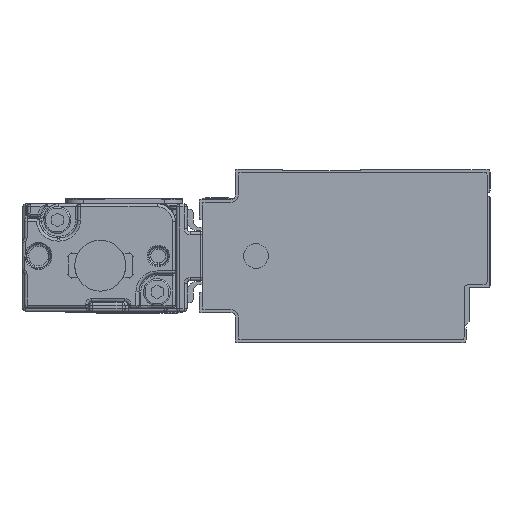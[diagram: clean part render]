
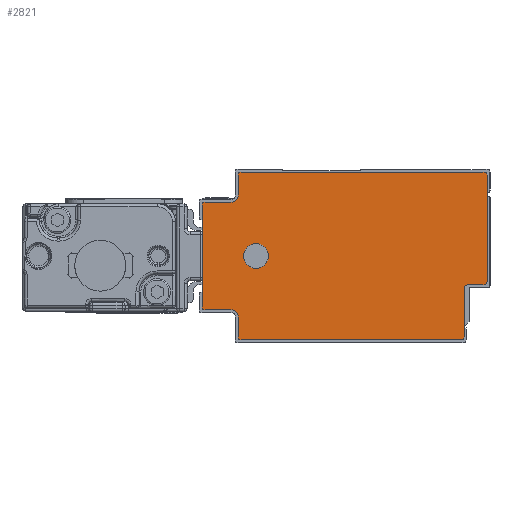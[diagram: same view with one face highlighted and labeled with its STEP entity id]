
A CAD part, left-side view. The second image highlights one B-rep face of the part: STEP entity #2821.
In plain terms, the highlighted planar face has unit normal (-1, 0, 0).
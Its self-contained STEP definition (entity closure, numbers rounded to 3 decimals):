
#1389=AXIS2_PLACEMENT_3D('Circle Axis2P3D',#1387,#1388,$) ;
#1427=AXIS2_PLACEMENT_3D('Circle Axis2P3D',#1425,#1426,$) ;
#1465=AXIS2_PLACEMENT_3D('Circle Axis2P3D',#1463,#1464,$) ;
#1503=AXIS2_PLACEMENT_3D('Circle Axis2P3D',#1501,#1502,$) ;
#2704=AXIS2_PLACEMENT_3D('Plane Axis2P3D',#2701,#2702,#2703) ;
#2708=AXIS2_PLACEMENT_3D('Circle Axis2P3D',#2706,#2707,$) ;
#2722=AXIS2_PLACEMENT_3D('Circle Axis2P3D',#2720,#2721,$) ;
#2736=AXIS2_PLACEMENT_3D('Circle Axis2P3D',#2734,#2735,$) ;
#2750=AXIS2_PLACEMENT_3D('Circle Axis2P3D',#2748,#2749,$) ;
#2764=AXIS2_PLACEMENT_3D('Circle Axis2P3D',#2762,#2763,$) ;
#2778=AXIS2_PLACEMENT_3D('Circle Axis2P3D',#2776,#2777,$) ;
#2805=AXIS2_PLACEMENT_3D('Circle Axis2P3D',#2803,#2804,$) ;
#2814=AXIS2_PLACEMENT_3D('Circle Axis2P3D',#2812,#2813,$) ;
#1345=CARTESIAN_POINT('Line Origine',(-475.5,44.,14.5)) ;
#1349=CARTESIAN_POINT('Vertex',(-475.5,44.,6.)) ;
#1351=CARTESIAN_POINT('Vertex',(-475.5,44.,23.)) ;
#1387=CARTESIAN_POINT('Axis2P3D Location',(-475.5,43.5,23.)) ;
#1391=CARTESIAN_POINT('Vertex',(-475.5,43.5,23.5)) ;
#1406=CARTESIAN_POINT('Line Origine',(-475.5,41.25,23.5)) ;
#1410=CARTESIAN_POINT('Vertex',(-475.5,39.,23.5)) ;
#1425=CARTESIAN_POINT('Axis2P3D Location',(-475.5,39.,24.5)) ;
#1429=CARTESIAN_POINT('Vertex',(-475.5,38.,24.5)) ;
#1444=CARTESIAN_POINT('Line Origine',(-475.5,38.,26.25)) ;
#1448=CARTESIAN_POINT('Vertex',(-475.5,38.,28.)) ;
#1463=CARTESIAN_POINT('Axis2P3D Location',(-475.5,37.5,28.)) ;
#1467=CARTESIAN_POINT('Vertex',(-475.5,37.5,28.5)) ;
#1482=CARTESIAN_POINT('Line Origine',(-475.5,17.25,28.5)) ;
#1486=CARTESIAN_POINT('Vertex',(-475.5,-3.,28.5)) ;
#1501=CARTESIAN_POINT('Axis2P3D Location',(-475.5,-3.,28.)) ;
#1505=CARTESIAN_POINT('Vertex',(-475.5,-3.5,28.)) ;
#1520=CARTESIAN_POINT('Line Origine',(-475.5,-3.5,19.1)) ;
#1524=CARTESIAN_POINT('Vertex',(-475.5,-3.5,10.2)) ;
#2701=CARTESIAN_POINT('Axis2P3D Location',(-475.5,0.,0.)) ;
#2706=CARTESIAN_POINT('Axis2P3D Location',(-475.5,43.5,6.)) ;
#2710=CARTESIAN_POINT('Vertex',(-475.5,43.5,5.5)) ;
#2713=CARTESIAN_POINT('Line Origine',(-475.5,41.25,5.5)) ;
#2717=CARTESIAN_POINT('Vertex',(-475.5,39.,5.5)) ;
#2720=CARTESIAN_POINT('Axis2P3D Location',(-475.5,39.,4.5)) ;
#2724=CARTESIAN_POINT('Vertex',(-475.5,38.,4.5)) ;
#2727=CARTESIAN_POINT('Line Origine',(-475.5,38.,2.75)) ;
#2731=CARTESIAN_POINT('Vertex',(-475.5,38.,1.)) ;
#2734=CARTESIAN_POINT('Axis2P3D Location',(-475.5,37.5,1.)) ;
#2738=CARTESIAN_POINT('Vertex',(-475.5,37.5,0.5)) ;
#2741=CARTESIAN_POINT('Line Origine',(-475.5,19.15,0.5)) ;
#2745=CARTESIAN_POINT('Vertex',(-475.5,0.8,0.5)) ;
#2748=CARTESIAN_POINT('Axis2P3D Location',(-475.5,0.8,1.)) ;
#2752=CARTESIAN_POINT('Vertex',(-475.5,0.3,1.)) ;
#2755=CARTESIAN_POINT('Line Origine',(-475.5,0.3,5.1)) ;
#2759=CARTESIAN_POINT('Vertex',(-475.5,0.3,9.2)) ;
#2762=CARTESIAN_POINT('Axis2P3D Location',(-475.5,-0.2,9.2)) ;
#2766=CARTESIAN_POINT('Vertex',(-475.5,-0.2,9.7)) ;
#2769=CARTESIAN_POINT('Line Origine',(-475.5,-1.6,9.7)) ;
#2773=CARTESIAN_POINT('Vertex',(-475.5,-3.,9.7)) ;
#2776=CARTESIAN_POINT('Axis2P3D Location',(-475.5,-3.,10.2)) ;
#2803=CARTESIAN_POINT('Axis2P3D Location',(-475.5,35.,14.5)) ;
#2807=CARTESIAN_POINT('Vertex',(-475.5,33.186,13.509)) ;
#2809=CARTESIAN_POINT('Vertex',(-475.5,36.814,15.491)) ;
#2812=CARTESIAN_POINT('Axis2P3D Location',(-475.5,35.,14.5)) ;
#1346=DIRECTION('Vector Direction',(0.,0.,1.)) ;
#1388=DIRECTION('Axis2P3D Direction',(1.,0.,0.)) ;
#1407=DIRECTION('Vector Direction',(0.,1.,0.)) ;
#1426=DIRECTION('Axis2P3D Direction',(1.,0.,0.)) ;
#1445=DIRECTION('Vector Direction',(0.,0.,1.)) ;
#1464=DIRECTION('Axis2P3D Direction',(1.,0.,0.)) ;
#1483=DIRECTION('Vector Direction',(0.,1.,0.)) ;
#1502=DIRECTION('Axis2P3D Direction',(1.,0.,-0.)) ;
#1521=DIRECTION('Vector Direction',(0.,0.,-1.)) ;
#2702=DIRECTION('Axis2P3D Direction',(1.,0.,0.)) ;
#2703=DIRECTION('Axis2P3D XDirection',(0.,1.,0.)) ;
#2707=DIRECTION('Axis2P3D Direction',(1.,0.,0.)) ;
#2714=DIRECTION('Vector Direction',(0.,-1.,0.)) ;
#2721=DIRECTION('Axis2P3D Direction',(1.,0.,0.)) ;
#2728=DIRECTION('Vector Direction',(0.,0.,1.)) ;
#2735=DIRECTION('Axis2P3D Direction',(1.,0.,0.)) ;
#2742=DIRECTION('Vector Direction',(0.,-1.,0.)) ;
#2749=DIRECTION('Axis2P3D Direction',(1.,0.,0.)) ;
#2756=DIRECTION('Vector Direction',(0.,0.,-1.)) ;
#2763=DIRECTION('Axis2P3D Direction',(1.,0.,0.)) ;
#2770=DIRECTION('Vector Direction',(0.,1.,0.)) ;
#2777=DIRECTION('Axis2P3D Direction',(1.,0.,0.)) ;
#2804=DIRECTION('Axis2P3D Direction',(1.,0.,0.)) ;
#2813=DIRECTION('Axis2P3D Direction',(1.,0.,0.)) ;
#1347=VECTOR('Line Direction',#1346,1.) ;
#1408=VECTOR('Line Direction',#1407,1.) ;
#1446=VECTOR('Line Direction',#1445,1.) ;
#1484=VECTOR('Line Direction',#1483,1.) ;
#1522=VECTOR('Line Direction',#1521,1.) ;
#2715=VECTOR('Line Direction',#2714,1.) ;
#2729=VECTOR('Line Direction',#2728,1.) ;
#2743=VECTOR('Line Direction',#2742,1.) ;
#2757=VECTOR('Line Direction',#2756,1.) ;
#2771=VECTOR('Line Direction',#2770,1.) ;
#2782=ORIENTED_EDGE('',*,*,#1488,.F.) ;
#2783=ORIENTED_EDGE('',*,*,#1469,.F.) ;
#2784=ORIENTED_EDGE('',*,*,#1450,.F.) ;
#2785=ORIENTED_EDGE('',*,*,#1431,.F.) ;
#2786=ORIENTED_EDGE('',*,*,#1412,.F.) ;
#2787=ORIENTED_EDGE('',*,*,#1393,.F.) ;
#2788=ORIENTED_EDGE('',*,*,#1353,.F.) ;
#2789=ORIENTED_EDGE('',*,*,#2712,.F.) ;
#2790=ORIENTED_EDGE('',*,*,#2719,.F.) ;
#2791=ORIENTED_EDGE('',*,*,#2726,.F.) ;
#2792=ORIENTED_EDGE('',*,*,#2733,.F.) ;
#2793=ORIENTED_EDGE('',*,*,#2740,.F.) ;
#2794=ORIENTED_EDGE('',*,*,#2747,.F.) ;
#2795=ORIENTED_EDGE('',*,*,#2754,.F.) ;
#2796=ORIENTED_EDGE('',*,*,#2761,.F.) ;
#2797=ORIENTED_EDGE('',*,*,#2768,.F.) ;
#2798=ORIENTED_EDGE('',*,*,#2775,.F.) ;
#2799=ORIENTED_EDGE('',*,*,#2780,.F.) ;
#2800=ORIENTED_EDGE('',*,*,#1526,.F.) ;
#2801=ORIENTED_EDGE('',*,*,#1507,.F.) ;
#2818=ORIENTED_EDGE('',*,*,#2811,.T.) ;
#2819=ORIENTED_EDGE('',*,*,#2816,.T.) ;
#2820=FACE_BOUND('',#2817,.T.) ;
#2821=ADVANCED_FACE('\X2\FF8EFF9EFF83FF9EFF68FF70\X0\.2',(#2802,#2820),#2705,.F.) ;
#1390=CIRCLE('generated circle',#1389,0.5) ;
#1428=CIRCLE('generated circle',#1427,1.) ;
#1466=CIRCLE('generated circle',#1465,0.5) ;
#1504=CIRCLE('generated circle',#1503,0.5) ;
#2709=CIRCLE('generated circle',#2708,0.5) ;
#2723=CIRCLE('generated circle',#2722,1.) ;
#2737=CIRCLE('generated circle',#2736,0.5) ;
#2751=CIRCLE('generated circle',#2750,0.5) ;
#2765=CIRCLE('generated circle',#2764,0.5) ;
#2779=CIRCLE('generated circle',#2778,0.5) ;
#2806=CIRCLE('generated circle',#2805,2.067) ;
#2815=CIRCLE('generated circle',#2814,2.067) ;
#1353=EDGE_CURVE('',#1350,#1352,#1348,.T.) ;
#1393=EDGE_CURVE('',#1352,#1392,#1390,.T.) ;
#1412=EDGE_CURVE('',#1392,#1411,#1409,.F.) ;
#1431=EDGE_CURVE('',#1411,#1430,#1428,.F.) ;
#1450=EDGE_CURVE('',#1430,#1449,#1447,.T.) ;
#1469=EDGE_CURVE('',#1449,#1468,#1466,.T.) ;
#1488=EDGE_CURVE('',#1468,#1487,#1485,.F.) ;
#1507=EDGE_CURVE('',#1487,#1506,#1504,.T.) ;
#1526=EDGE_CURVE('',#1506,#1525,#1523,.T.) ;
#2712=EDGE_CURVE('',#2711,#1350,#2709,.T.) ;
#2719=EDGE_CURVE('',#2718,#2711,#2716,.F.) ;
#2726=EDGE_CURVE('',#2725,#2718,#2723,.F.) ;
#2733=EDGE_CURVE('',#2732,#2725,#2730,.T.) ;
#2740=EDGE_CURVE('',#2739,#2732,#2737,.T.) ;
#2747=EDGE_CURVE('',#2746,#2739,#2744,.F.) ;
#2754=EDGE_CURVE('',#2753,#2746,#2751,.T.) ;
#2761=EDGE_CURVE('',#2760,#2753,#2758,.T.) ;
#2768=EDGE_CURVE('',#2767,#2760,#2765,.F.) ;
#2775=EDGE_CURVE('',#2774,#2767,#2772,.T.) ;
#2780=EDGE_CURVE('',#1525,#2774,#2779,.T.) ;
#2811=EDGE_CURVE('',#2808,#2810,#2806,.T.) ;
#2816=EDGE_CURVE('',#2810,#2808,#2815,.T.) ;
#2781=EDGE_LOOP('',(#2782,#2783,#2784,#2785,#2786,#2787,#2788,#2789,#2790,#2791,#2792,#2793,#2794,#2795,#2796,#2797,#2798,#2799,#2800,#2801)) ;
#2817=EDGE_LOOP('',(#2818,#2819)) ;
#2802=FACE_OUTER_BOUND('',#2781,.T.) ;
#1348=LINE('Line',#1345,#1347) ;
#1409=LINE('Line',#1406,#1408) ;
#1447=LINE('Line',#1444,#1446) ;
#1485=LINE('Line',#1482,#1484) ;
#1523=LINE('Line',#1520,#1522) ;
#2716=LINE('Line',#2713,#2715) ;
#2730=LINE('Line',#2727,#2729) ;
#2744=LINE('Line',#2741,#2743) ;
#2758=LINE('Line',#2755,#2757) ;
#2772=LINE('Line',#2769,#2771) ;
#2705=PLANE('Plane',#2704) ;
#1350=VERTEX_POINT('',#1349) ;
#1352=VERTEX_POINT('',#1351) ;
#1392=VERTEX_POINT('',#1391) ;
#1411=VERTEX_POINT('',#1410) ;
#1430=VERTEX_POINT('',#1429) ;
#1449=VERTEX_POINT('',#1448) ;
#1468=VERTEX_POINT('',#1467) ;
#1487=VERTEX_POINT('',#1486) ;
#1506=VERTEX_POINT('',#1505) ;
#1525=VERTEX_POINT('',#1524) ;
#2711=VERTEX_POINT('',#2710) ;
#2718=VERTEX_POINT('',#2717) ;
#2725=VERTEX_POINT('',#2724) ;
#2732=VERTEX_POINT('',#2731) ;
#2739=VERTEX_POINT('',#2738) ;
#2746=VERTEX_POINT('',#2745) ;
#2753=VERTEX_POINT('',#2752) ;
#2760=VERTEX_POINT('',#2759) ;
#2767=VERTEX_POINT('',#2766) ;
#2774=VERTEX_POINT('',#2773) ;
#2808=VERTEX_POINT('',#2807) ;
#2810=VERTEX_POINT('',#2809) ;
